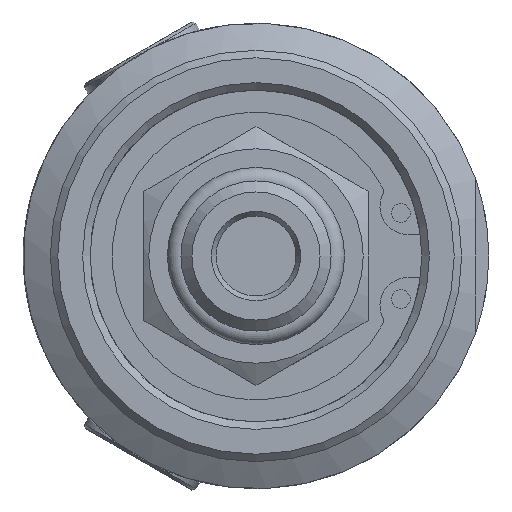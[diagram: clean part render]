
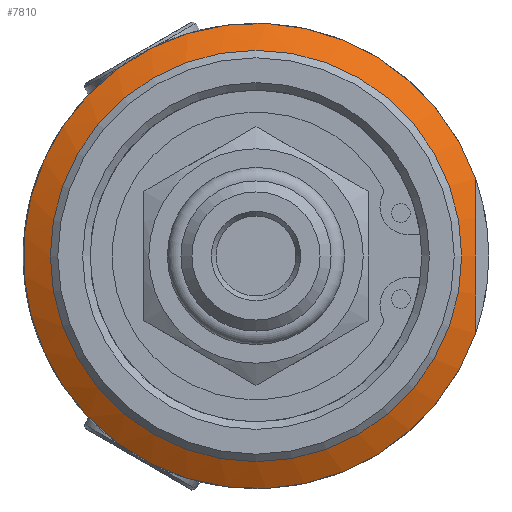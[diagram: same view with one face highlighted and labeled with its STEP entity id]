
A CAD part, left-side view. The second image highlights one B-rep face of the part: STEP entity #7810.
In plain terms, the highlighted conical face has half-angle 60 degrees and reference radius 23.312 mm.
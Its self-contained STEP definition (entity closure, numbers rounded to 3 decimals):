
#14=CONICAL_SURFACE('',#8308,23.312,1.047);
#44=(
BOUNDED_CURVE()
B_SPLINE_CURVE(2,(#55545,#55546,#55547),.UNSPECIFIED.,.F.,.F.)
B_SPLINE_CURVE_WITH_KNOTS((3,3),(-5.714,-4.225),
 .UNSPECIFIED.)
CURVE()
GEOMETRIC_REPRESENTATION_ITEM()
RATIONAL_B_SPLINE_CURVE((1.749,1.749,1.698))
REPRESENTATION_ITEM('')
);
#45=(
BOUNDED_CURVE()
B_SPLINE_CURVE(2,(#55553,#55554,#55555),.UNSPECIFIED.,.F.,.F.)
B_SPLINE_CURVE_WITH_KNOTS((3,3),(-7.204,-5.714),
 .UNSPECIFIED.)
CURVE()
GEOMETRIC_REPRESENTATION_ITEM()
RATIONAL_B_SPLINE_CURVE((1.698,1.749,1.749))
REPRESENTATION_ITEM('')
);
#1092=LINE('',#55549,#1536);
#1536=VECTOR('',#9600,23.312);
#2298=FACE_OUTER_BOUND('',#2776,.T.);
#2776=EDGE_LOOP('',(#6845,#6846,#6847,#6848,#6849,#6850,#6851));
#3063=CIRCLE('',#8240,24.75);
#3094=CIRCLE('',#8309,21.874);
#3095=CIRCLE('',#8310,21.874);
#3744=VERTEX_POINT('',#55222);
#3745=VERTEX_POINT('',#55224);
#3810=VERTEX_POINT('',#55544);
#3811=VERTEX_POINT('',#55548);
#3812=VERTEX_POINT('',#55550);
#4781=EDGE_CURVE('',#3744,#3745,#3063,.T.);
#4869=EDGE_CURVE('',#3744,#3810,#44,.F.);
#4870=EDGE_CURVE('',#3810,#3811,#1092,.T.);
#4871=EDGE_CURVE('',#3811,#3812,#3094,.T.);
#4872=EDGE_CURVE('',#3812,#3811,#3095,.T.);
#4873=EDGE_CURVE('',#3810,#3745,#45,.F.);
#6845=ORIENTED_EDGE('',*,*,#4869,.T.);
#6846=ORIENTED_EDGE('',*,*,#4870,.T.);
#6847=ORIENTED_EDGE('',*,*,#4871,.T.);
#6848=ORIENTED_EDGE('',*,*,#4872,.T.);
#6849=ORIENTED_EDGE('',*,*,#4870,.F.);
#6850=ORIENTED_EDGE('',*,*,#4873,.T.);
#6851=ORIENTED_EDGE('',*,*,#4781,.F.);
#7810=ADVANCED_FACE('',(#2298),#14,.T.);
#8240=AXIS2_PLACEMENT_3D('',#55225,#9429,#9430);
#8308=AXIS2_PLACEMENT_3D('',#55543,#9598,#9599);
#8309=AXIS2_PLACEMENT_3D('',#55551,#9601,#9602);
#8310=AXIS2_PLACEMENT_3D('',#55552,#9603,#9604);
#9429=DIRECTION('center_axis',(1.,0.,0.));
#9430=DIRECTION('ref_axis',(0.,1.,0.));
#9598=DIRECTION('center_axis',(1.,0.,0.));
#9599=DIRECTION('ref_axis',(0.,1.,0.));
#9600=DIRECTION('',(-0.5,0.866,0.));
#9601=DIRECTION('center_axis',(1.,0.,0.));
#9602=DIRECTION('ref_axis',(0.,1.,0.));
#9603=DIRECTION('center_axis',(1.,0.,0.));
#9604=DIRECTION('ref_axis',(0.,1.,0.));
#55222=CARTESIAN_POINT('',(37.66,-23.35,-8.206));
#55224=CARTESIAN_POINT('',(37.66,-23.35,8.206));
#55225=CARTESIAN_POINT('Origin',(37.66,0.,0.));
#55543=CARTESIAN_POINT('Origin',(36.83,0.,0.));
#55544=CARTESIAN_POINT('',(36.852,-23.35,0.));
#55545=CARTESIAN_POINT('Ctrl Pts',(36.852,-23.35,0.));
#55546=CARTESIAN_POINT('Ctrl Pts',(36.852,-23.35,-3.984));
#55547=CARTESIAN_POINT('Ctrl Pts',(37.66,-23.35,-8.206));
#55548=CARTESIAN_POINT('',(36.,-21.874,0.));
#55549=CARTESIAN_POINT('',(36.83,-23.312,0.));
#55550=CARTESIAN_POINT('',(36.,21.874,0.));
#55551=CARTESIAN_POINT('Origin',(36.,0.,0.));
#55552=CARTESIAN_POINT('Origin',(36.,0.,0.));
#55553=CARTESIAN_POINT('Ctrl Pts',(37.66,-23.35,8.206));
#55554=CARTESIAN_POINT('Ctrl Pts',(36.852,-23.35,3.984));
#55555=CARTESIAN_POINT('Ctrl Pts',(36.852,-23.35,0.));
